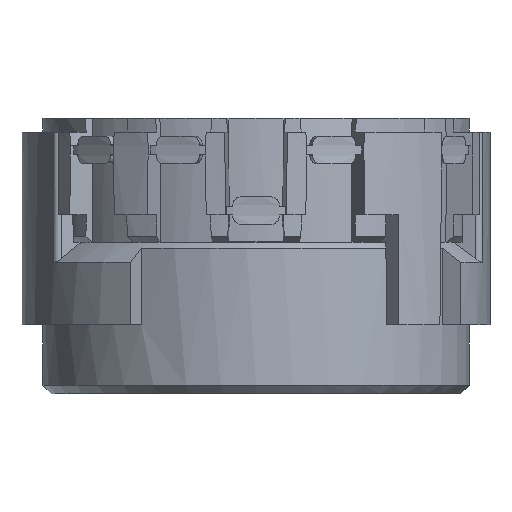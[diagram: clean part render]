
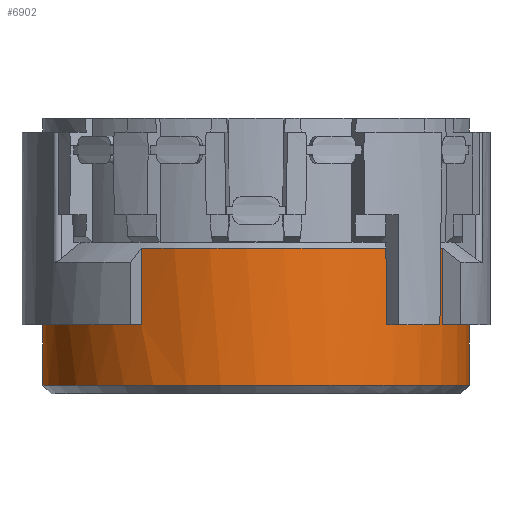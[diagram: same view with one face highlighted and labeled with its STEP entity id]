
A CAD part, front view. The second image highlights one B-rep face of the part: STEP entity #6902.
In plain terms, the highlighted cylindrical face has radius 7.75 mm (diameter 15.5 mm), a partial arc.
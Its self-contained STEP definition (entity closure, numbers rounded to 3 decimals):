
#4078=AXIS2_PLACEMENT_3D('Circle Axis2P3D',#4076,#4077,$) ;
#4092=AXIS2_PLACEMENT_3D('Circle Axis2P3D',#4090,#4091,$) ;
#6798=AXIS2_PLACEMENT_3D('Circle Axis2P3D',#6796,#6797,$) ;
#6850=AXIS2_PLACEMENT_3D('Cylinder Axis2P3D',#6847,#6848,#6849) ;
#6854=AXIS2_PLACEMENT_3D('Circle Axis2P3D',#6852,#6853,$) ;
#6861=AXIS2_PLACEMENT_3D('Circle Axis2P3D',#6859,#6860,$) ;
#6868=AXIS2_PLACEMENT_3D('Circle Axis2P3D',#6866,#6867,$) ;
#6873=AXIS2_PLACEMENT_3D('Circle Axis2P3D',#6871,#6872,$) ;
#6885=AXIS2_PLACEMENT_3D('Circle Axis2P3D',#6883,#6884,$) ;
#4073=CARTESIAN_POINT('Vertex',(4.336,1.893,5.29)) ;
#4076=CARTESIAN_POINT('Axis2P3D Location',(8.5,8.429,5.29)) ;
#4080=CARTESIAN_POINT('Vertex',(13.218,2.281,5.29)) ;
#4087=CARTESIAN_POINT('Vertex',(14.618,3.665,5.287)) ;
#4090=CARTESIAN_POINT('Axis2P3D Location',(8.5,8.429,5.289)) ;
#4094=CARTESIAN_POINT('Vertex',(15.279,4.671,5.289)) ;
#6631=CARTESIAN_POINT('Line Origine',(16.25,8.429,5.29)) ;
#6635=CARTESIAN_POINT('Vertex',(16.25,8.429,0.3)) ;
#6637=CARTESIAN_POINT('Vertex',(16.25,8.429,2.5)) ;
#6658=CARTESIAN_POINT('Vertex',(0.75,8.429,0.3)) ;
#6661=CARTESIAN_POINT('Line Origine',(0.75,8.429,5.29)) ;
#6665=CARTESIAN_POINT('Vertex',(0.75,8.429,2.5)) ;
#6796=CARTESIAN_POINT('Axis2P3D Location',(8.5,8.429,2.5)) ;
#6800=CARTESIAN_POINT('Vertex',(4.336,1.893,2.5)) ;
#6823=CARTESIAN_POINT('Line Origine',(4.336,1.893,3.895)) ;
#6847=CARTESIAN_POINT('Axis2P3D Location',(8.5,8.429,5.29)) ;
#6852=CARTESIAN_POINT('Axis2P3D Location',(8.5,8.429,0.3)) ;
#6856=CARTESIAN_POINT('Vertex',(0.766,7.931,0.3)) ;
#6859=CARTESIAN_POINT('Axis2P3D Location',(8.5,8.429,0.3)) ;
#6863=CARTESIAN_POINT('Vertex',(8.5,0.679,0.3)) ;
#6866=CARTESIAN_POINT('Axis2P3D Location',(8.5,8.429,0.3)) ;
#6871=CARTESIAN_POINT('Axis2P3D Location',(8.5,8.429,2.5)) ;
#6875=CARTESIAN_POINT('Vertex',(15.278,4.672,2.5)) ;
#6878=CARTESIAN_POINT('Line Origine',(15.278,4.672,5.29)) ;
#6883=CARTESIAN_POINT('Axis2P3D Location',(8.5,8.429,5.287)) ;
#4077=DIRECTION('Axis2P3D Direction',(0.,0.,-1.)) ;
#4091=DIRECTION('Axis2P3D Direction',(0.,0.,-1.)) ;
#6632=DIRECTION('Vector Direction',(0.,0.,-1.)) ;
#6662=DIRECTION('Vector Direction',(0.,0.,-1.)) ;
#6797=DIRECTION('Axis2P3D Direction',(0.,0.,-1.)) ;
#6824=DIRECTION('Vector Direction',(0.,0.,-1.)) ;
#6848=DIRECTION('Axis2P3D Direction',(0.,0.,-1.)) ;
#6849=DIRECTION('Axis2P3D XDirection',(1.,0.,0.)) ;
#6853=DIRECTION('Axis2P3D Direction',(0.,0.,-1.)) ;
#6860=DIRECTION('Axis2P3D Direction',(0.,0.,-1.)) ;
#6867=DIRECTION('Axis2P3D Direction',(0.,0.,-1.)) ;
#6872=DIRECTION('Axis2P3D Direction',(0.,0.,-1.)) ;
#6879=DIRECTION('Vector Direction',(0.,0.,-1.)) ;
#6884=DIRECTION('Axis2P3D Direction',(0.,0.,-1.)) ;
#6633=VECTOR('Line Direction',#6632,1.) ;
#6663=VECTOR('Line Direction',#6662,1.) ;
#6825=VECTOR('Line Direction',#6824,1.) ;
#6880=VECTOR('Line Direction',#6879,1.) ;
#6889=ORIENTED_EDGE('',*,*,#6667,.T.) ;
#6890=ORIENTED_EDGE('',*,*,#6858,.T.) ;
#6891=ORIENTED_EDGE('',*,*,#6865,.T.) ;
#6892=ORIENTED_EDGE('',*,*,#6870,.T.) ;
#6893=ORIENTED_EDGE('',*,*,#6639,.T.) ;
#6894=ORIENTED_EDGE('',*,*,#6877,.T.) ;
#6895=ORIENTED_EDGE('',*,*,#6882,.T.) ;
#6896=ORIENTED_EDGE('',*,*,#4096,.F.) ;
#6897=ORIENTED_EDGE('',*,*,#6887,.F.) ;
#6898=ORIENTED_EDGE('',*,*,#4082,.F.) ;
#6899=ORIENTED_EDGE('',*,*,#6827,.T.) ;
#6900=ORIENTED_EDGE('',*,*,#6802,.T.) ;
#6902=ADVANCED_FACE('Hauptkoerper',(#6901),#6851,.T.) ;
#4079=CIRCLE('generated circle',#4078,7.75) ;
#4093=CIRCLE('generated circle',#4092,7.751) ;
#6799=CIRCLE('generated circle',#6798,7.75) ;
#6855=CIRCLE('generated circle',#6854,7.75) ;
#6862=CIRCLE('generated circle',#6861,7.75) ;
#6869=CIRCLE('generated circle',#6868,7.75) ;
#6874=CIRCLE('generated circle',#6873,7.75) ;
#6886=CIRCLE('generated circle',#6885,7.75) ;
#6851=CYLINDRICAL_SURFACE('generated cylinder',#6850,7.75) ;
#4082=EDGE_CURVE('',#4074,#4081,#4079,.F.) ;
#4096=EDGE_CURVE('',#4088,#4095,#4093,.F.) ;
#6639=EDGE_CURVE('',#6636,#6638,#6634,.F.) ;
#6667=EDGE_CURVE('',#6666,#6659,#6664,.T.) ;
#6802=EDGE_CURVE('',#6801,#6666,#6799,.T.) ;
#6827=EDGE_CURVE('',#4074,#6801,#6826,.T.) ;
#6858=EDGE_CURVE('',#6659,#6857,#6855,.F.) ;
#6865=EDGE_CURVE('',#6857,#6864,#6862,.F.) ;
#6870=EDGE_CURVE('',#6864,#6636,#6869,.F.) ;
#6877=EDGE_CURVE('',#6638,#6876,#6874,.T.) ;
#6882=EDGE_CURVE('',#6876,#4095,#6881,.F.) ;
#6887=EDGE_CURVE('',#4081,#4088,#6886,.F.) ;
#6888=EDGE_LOOP('',(#6889,#6890,#6891,#6892,#6893,#6894,#6895,#6896,#6897,#6898,#6899,#6900)) ;
#6901=FACE_OUTER_BOUND('',#6888,.T.) ;
#6634=LINE('Line',#6631,#6633) ;
#6664=LINE('Line',#6661,#6663) ;
#6826=LINE('Line',#6823,#6825) ;
#6881=LINE('Line',#6878,#6880) ;
#4074=VERTEX_POINT('',#4073) ;
#4081=VERTEX_POINT('',#4080) ;
#4088=VERTEX_POINT('',#4087) ;
#4095=VERTEX_POINT('',#4094) ;
#6636=VERTEX_POINT('',#6635) ;
#6638=VERTEX_POINT('',#6637) ;
#6659=VERTEX_POINT('',#6658) ;
#6666=VERTEX_POINT('',#6665) ;
#6801=VERTEX_POINT('',#6800) ;
#6857=VERTEX_POINT('',#6856) ;
#6864=VERTEX_POINT('',#6863) ;
#6876=VERTEX_POINT('',#6875) ;
